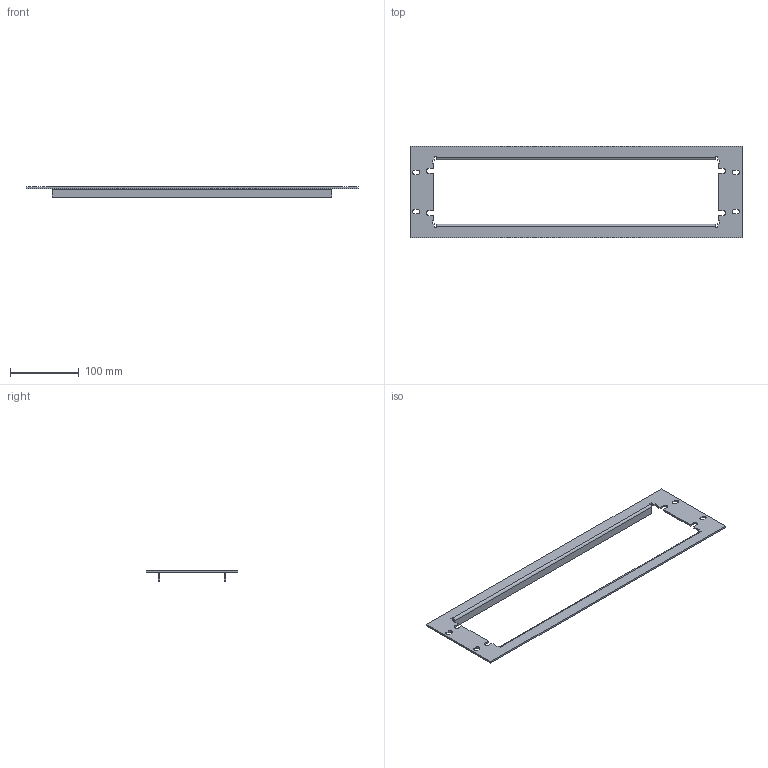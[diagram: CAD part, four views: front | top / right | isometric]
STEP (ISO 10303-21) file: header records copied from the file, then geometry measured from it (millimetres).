
FILE_DESCRIPTION((''),'2;1');
FILE_NAME('95005280_IT 10 FLP.stp','2010-08-12T13:51:37',('hransiek'),(''),'Autodesk Inventor 2011','Autodesk Inventor 2011','');
FILE_SCHEMA(('AUTOMOTIVE_DESIGN { 1 0 10303 214 1 1 1 1 }'));
Length unit declared in the file: millimetre
Products named in the file (1): 1010070_3D
Bounding box: 482.6 x 132.5 x 15 mm (x, y, z)
Volume: 84552.7 mm3; surface area: 73942.2 mm2
Topology: 1 solids, 1 shells, 74 faces, 216 edges, 144 vertices
Faces by surface type: plane 58, cylinder 16
Entity records: 2478 total; most frequent: CARTESIAN_POINT 435, ORIENTED_EDGE 432, DIRECTION 398, EDGE_CURVE 216, VECTOR 184, LINE 184, VERTEX_POINT 144, AXIS2_PLACEMENT_3D 107
